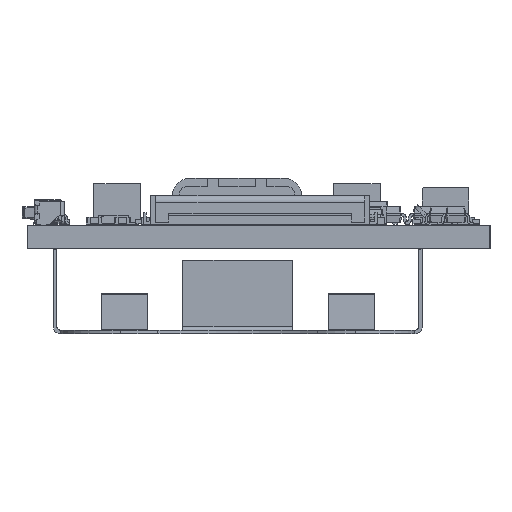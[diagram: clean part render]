
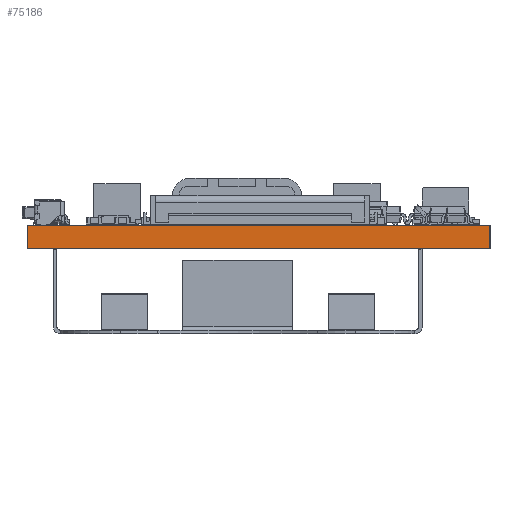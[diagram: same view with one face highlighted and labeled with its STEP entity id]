
A CAD part, left-side view. The second image highlights one B-rep face of the part: STEP entity #75186.
In plain terms, the highlighted planar face has unit normal (-1, 0, 0).
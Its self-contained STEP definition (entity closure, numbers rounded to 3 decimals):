
#75130 = VERTEX_POINT('',#75131);
#75131 = CARTESIAN_POINT('',(137.36,-121.8,1.6));
#75137 = EDGE_CURVE('',#75138,#75130,#75140,.T.);
#75138 = VERTEX_POINT('',#75139);
#75139 = CARTESIAN_POINT('',(137.36,-121.8,0.));
#75140 = LINE('',#75141,#75142);
#75141 = CARTESIAN_POINT('',(137.36,-121.8,0.));
#75142 = VECTOR('',#75143,1.);
#75143 = DIRECTION('',(0.,0.,1.));
#75186 = ADVANCED_FACE('',(#75187),#75212,.T.);
#75187 = FACE_BOUND('',#75188,.T.);
#75188 = EDGE_LOOP('',(#75189,#75190,#75198,#75206));
#75189 = ORIENTED_EDGE('',*,*,#75137,.T.);
#75190 = ORIENTED_EDGE('',*,*,#75191,.T.);
#75191 = EDGE_CURVE('',#75130,#75192,#75194,.T.);
#75192 = VERTEX_POINT('',#75193);
#75193 = CARTESIAN_POINT('',(137.36,-90.,1.6));
#75194 = LINE('',#75195,#75196);
#75195 = CARTESIAN_POINT('',(137.36,-121.8,1.6));
#75196 = VECTOR('',#75197,1.);
#75197 = DIRECTION('',(0.,1.,0.));
#75198 = ORIENTED_EDGE('',*,*,#75199,.F.);
#75199 = EDGE_CURVE('',#75200,#75192,#75202,.T.);
#75200 = VERTEX_POINT('',#75201);
#75201 = CARTESIAN_POINT('',(137.36,-90.,0.));
#75202 = LINE('',#75203,#75204);
#75203 = CARTESIAN_POINT('',(137.36,-90.,0.));
#75204 = VECTOR('',#75205,1.);
#75205 = DIRECTION('',(0.,0.,1.));
#75206 = ORIENTED_EDGE('',*,*,#75207,.F.);
#75207 = EDGE_CURVE('',#75138,#75200,#75208,.T.);
#75208 = LINE('',#75209,#75210);
#75209 = CARTESIAN_POINT('',(137.36,-121.8,0.));
#75210 = VECTOR('',#75211,1.);
#75211 = DIRECTION('',(0.,1.,0.));
#75212 = PLANE('',#75213);
#75213 = AXIS2_PLACEMENT_3D('',#75214,#75215,#75216);
#75214 = CARTESIAN_POINT('',(137.36,-121.8,0.));
#75215 = DIRECTION('',(-1.,0.,0.));
#75216 = DIRECTION('',(0.,1.,0.));
